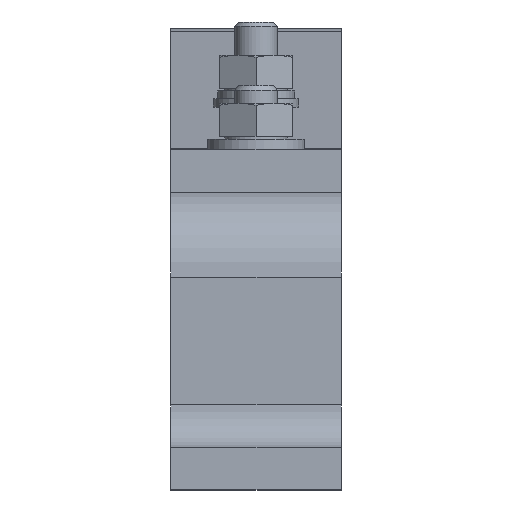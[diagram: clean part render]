
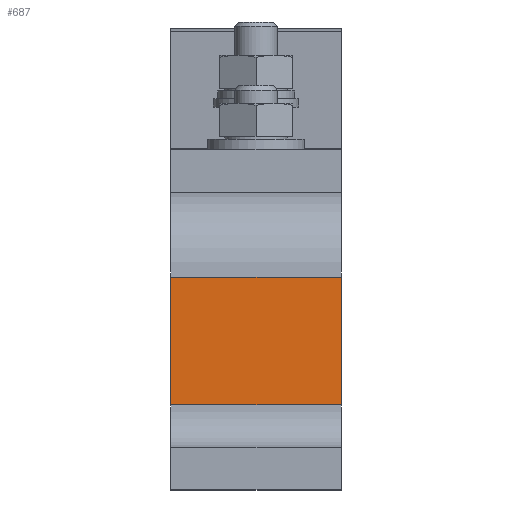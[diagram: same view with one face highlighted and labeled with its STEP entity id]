
A CAD part, front view. The second image highlights one B-rep face of the part: STEP entity #687.
In plain terms, the highlighted planar face has unit normal (0, -1, 0).
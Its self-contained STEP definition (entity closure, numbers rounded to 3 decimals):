
#687=ADVANCED_FACE('',(#1286),#1287,.F.);
#1286=FACE_OUTER_BOUND('',#1879,.T.);
#1287=PLANE('',#1880);
#1879=EDGE_LOOP('',(#3126,#3127,#3128,#3129));
#1880=AXIS2_PLACEMENT_3D('',#3130,#3131,#3132);
#3126=ORIENTED_EDGE('',*,*,#3920,.T.);
#3127=ORIENTED_EDGE('',*,*,#4007,.F.);
#3128=ORIENTED_EDGE('',*,*,#3929,.F.);
#3129=ORIENTED_EDGE('',*,*,#4005,.T.);
#3130=CARTESIAN_POINT('',(40.,70.0,70.));
#3131=DIRECTION('',(0.,1.0,0.));
#3132=DIRECTION('',(1.0,0.,0.));
#3920=EDGE_CURVE('',#4653,#4659,#4660,.T.);
#3929=EDGE_CURVE('',#4644,#4665,#4674,.T.);
#4005=EDGE_CURVE('',#4644,#4653,#4782,.T.);
#4007=EDGE_CURVE('',#4665,#4659,#4784,.T.);
#4644=VERTEX_POINT('',#5848);
#4653=VERTEX_POINT('',#5860);
#4659=VERTEX_POINT('',#5867);
#4660=LINE('',#5868,#5869);
#4665=VERTEX_POINT('',#5876);
#4674=LINE('',#5887,#5888);
#4782=LINE('',#6049,#6050);
#4784=LINE('',#6052,#6053);
#5848=CARTESIAN_POINT('',(40.,70.,50.));
#5860=CARTESIAN_POINT('',(0.,70.,50.));
#5867=CARTESIAN_POINT('',(0.,70.,20.));
#5868=CARTESIAN_POINT('',(0.,70.0,70.));
#5869=VECTOR('',#6746,1000.0);
#5876=CARTESIAN_POINT('',(40.,70.,20.));
#5887=CARTESIAN_POINT('',(40.,70.0,70.));
#5888=VECTOR('',#6757,1000.0);
#6049=CARTESIAN_POINT('',(40.,70.,50.));
#6050=VECTOR('',#6817,1000.0);
#6052=CARTESIAN_POINT('',(40.,70.,20.));
#6053=VECTOR('',#6818,1000.0);
#6746=DIRECTION('',(0.,0.,-1.0));
#6757=DIRECTION('',(0.,0.,-1.0));
#6817=DIRECTION('',(-1.0,0.,0.));
#6818=DIRECTION('',(-1.0,0.,0.));
